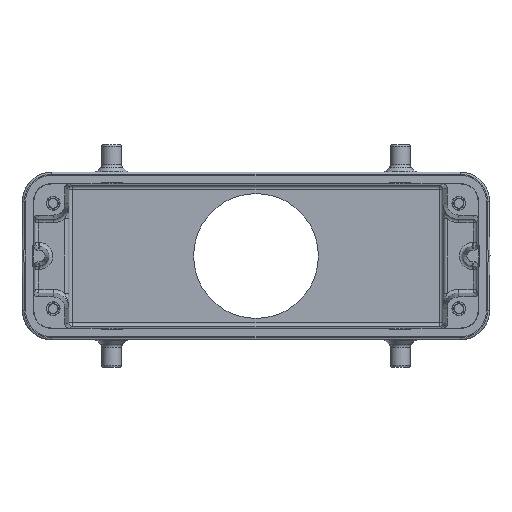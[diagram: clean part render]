
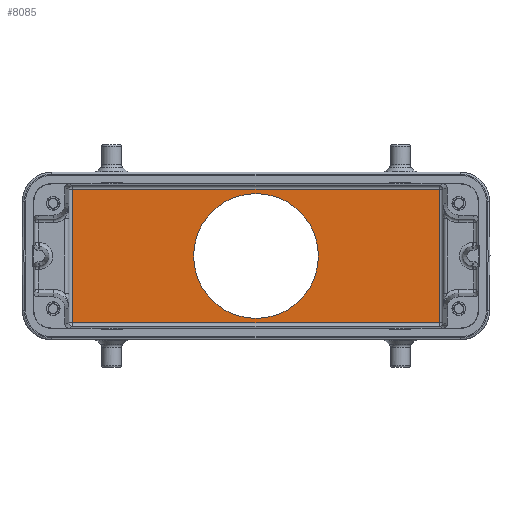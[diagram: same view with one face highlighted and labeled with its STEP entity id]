
A CAD part, front view. The second image highlights one B-rep face of the part: STEP entity #8085.
In plain terms, the highlighted planar face has unit normal (0, -1, 0).
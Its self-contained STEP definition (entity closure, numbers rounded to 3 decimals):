
#410=CARTESIAN_POINT('',(0.,52.,0.));
#411=DIRECTION('',(0.,1.,0.));
#412=DIRECTION('',(-1.,0.,0.));
#413=AXIS2_PLACEMENT_3D('',#410,#411,#412);
#415=CARTESIAN_POINT('',(0.,52.,0.));
#416=DIRECTION('',(0.,1.,0.));
#417=DIRECTION('',(1.,0.,0.));
#418=AXIS2_PLACEMENT_3D('',#415,#416,#417);
#420=DIRECTION('',(0.,0.,-1.));
#421=VECTOR('',#420,34.27);
#422=CARTESIAN_POINT('',(-47.,52.,17.135));
#423=LINE('',#422,#421);
#3988=DIRECTION('',(1.,0.,0.));
#3989=VECTOR('',#3988,94.);
#3990=CARTESIAN_POINT('',(-47.,52.,-17.135));
#3991=LINE('',#3990,#3989);
#4015=DIRECTION('',(0.,0.,1.));
#4016=VECTOR('',#4015,34.27);
#4017=CARTESIAN_POINT('',(47.,52.,-17.135));
#4018=LINE('',#4017,#4016);
#4038=DIRECTION('',(-1.,0.,0.));
#4039=VECTOR('',#4038,94.);
#4040=CARTESIAN_POINT('',(47.,52.,17.135));
#4041=LINE('',#4040,#4039);
#5993=CARTESIAN_POINT('',(-47.,52.,17.135));
#5994=CARTESIAN_POINT('',(-47.,52.,-17.135));
#5995=VERTEX_POINT('',#5993);
#5996=VERTEX_POINT('',#5994);
#5997=CARTESIAN_POINT('',(47.,52.,17.135));
#5998=VERTEX_POINT('',#5997);
#5999=CARTESIAN_POINT('',(47.,52.,-17.135));
#6000=VERTEX_POINT('',#5999);
#7362=CARTESIAN_POINT('',(-16.,52.,0.));
#7363=CARTESIAN_POINT('',(16.,52.,0.));
#7364=VERTEX_POINT('',#7362);
#7365=VERTEX_POINT('',#7363);
#8065=CARTESIAN_POINT('',(57.,52.,-18.5));
#8066=DIRECTION('',(0.,1.,0.));
#8067=DIRECTION('',(1.,0.,0.));
#8068=AXIS2_PLACEMENT_3D('',#8065,#8066,#8067);
#8069=PLANE('',#8068);
#8071=ORIENTED_EDGE('',*,*,#8070,.F.);
#8073=ORIENTED_EDGE('',*,*,#8072,.F.);
#8075=ORIENTED_EDGE('',*,*,#8074,.F.);
#8077=ORIENTED_EDGE('',*,*,#8076,.F.);
#8078=EDGE_LOOP('',(#8071,#8073,#8075,#8077));
#8079=FACE_OUTER_BOUND('',#8078,.F.);
#8080=ORIENTED_EDGE('',*,*,#8055,.F.);
#8082=ORIENTED_EDGE('',*,*,#8081,.F.);
#8083=EDGE_LOOP('',(#8080,#8082));
#8084=FACE_BOUND('',#8083,.F.);
#8085=ADVANCED_FACE('',(#8079,#8084),#8069,.F.);
#414=CIRCLE('',#413,16.);
#419=CIRCLE('',#418,16.);
#8055=EDGE_CURVE('',#7364,#7365,#414,.T.);
#8070=EDGE_CURVE('',#5995,#5996,#423,.T.);
#8072=EDGE_CURVE('',#5998,#5995,#4041,.T.);
#8074=EDGE_CURVE('',#6000,#5998,#4018,.T.);
#8076=EDGE_CURVE('',#5996,#6000,#3991,.T.);
#8081=EDGE_CURVE('',#7365,#7364,#419,.T.);
